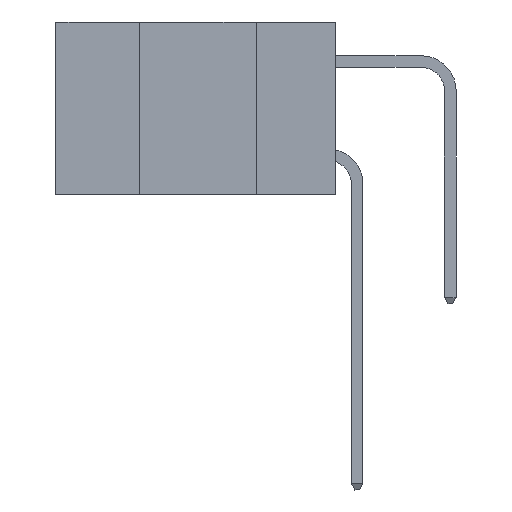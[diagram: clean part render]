
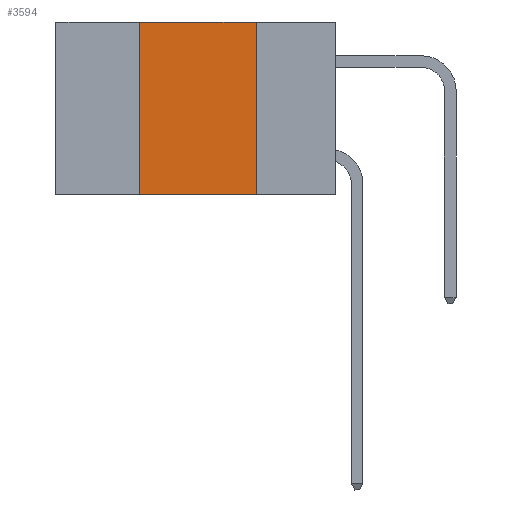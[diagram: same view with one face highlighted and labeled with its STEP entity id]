
A CAD part, left-side view. The second image highlights one B-rep face of the part: STEP entity #3594.
In plain terms, the highlighted planar face has unit normal (-1, 0, 0).
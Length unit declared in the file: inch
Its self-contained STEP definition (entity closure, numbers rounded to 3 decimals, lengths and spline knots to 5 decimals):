
#422 = DIRECTION ( 'NONE',  ( 0., 0., 1. ) ) ;
#508 = AXIS2_PLACEMENT_3D ( 'NONE', #16138, #3413, #18216 ) ;
#1226 = PLANE ( 'NONE',  #508 ) ;
#1789 = LINE ( 'NONE', #27161, #13185 ) ;
#2151 = EDGE_CURVE ( 'NONE', #4195, #9408, #4003, .T. ) ;
#2179 = DIRECTION ( 'NONE',  ( 0., 0., -1. ) ) ;
#2551 = CARTESIAN_POINT ( 'NONE',  ( 0., 0.42, 0. ) ) ;
#3205 = CARTESIAN_POINT ( 'NONE',  ( 0., 0.42, -0.37 ) ) ;
#3413 = DIRECTION ( 'NONE',  ( 1., 0., 0. ) ) ;
#3594 = ADVANCED_FACE ( 'NONE', ( #13598 ), #1226, .F. ) ;
#3883 = EDGE_CURVE ( 'NONE', #17377, #9408, #13253, .T. ) ;
#4003 = LINE ( 'NONE', #18813, #9063 ) ;
#4024 = DIRECTION ( 'NONE',  ( 0., -1., 0. ) ) ;
#4195 = VERTEX_POINT ( 'NONE', #3205 ) ;
#4807 = CARTESIAN_POINT ( 'NONE',  ( 0., 0.42, 0. ) ) ;
#5802 = CARTESIAN_POINT ( 'NONE',  ( 0., 0.17, -0.37 ) ) ;
#8737 = LINE ( 'NONE', #4807, #18578 ) ;
#9063 = VECTOR ( 'NONE', #4024, 39.37008 ) ;
#9408 = VERTEX_POINT ( 'NONE', #5802 ) ;
#10240 = EDGE_CURVE ( 'NONE', #12332, #17377, #1789, .T. ) ;
#12300 = ORIENTED_EDGE ( 'NONE', *, *, #3883, .F. ) ;
#12332 = VERTEX_POINT ( 'NONE', #2551 ) ;
#12376 = ORIENTED_EDGE ( 'NONE', *, *, #17008, .F. ) ;
#12563 = DIRECTION ( 'NONE',  ( 0., -1., 0. ) ) ;
#13167 = CARTESIAN_POINT ( 'NONE',  ( 0., 0.17, 0. ) ) ;
#13185 = VECTOR ( 'NONE', #12563, 39.37008 ) ;
#13253 = LINE ( 'NONE', #22421, #17453 ) ;
#13598 = FACE_OUTER_BOUND ( 'NONE', #22303, .T. ) ;
#13643 = ORIENTED_EDGE ( 'NONE', *, *, #2151, .T. ) ;
#16138 = CARTESIAN_POINT ( 'NONE',  ( 0., 0.6, 0. ) ) ;
#17008 = EDGE_CURVE ( 'NONE', #4195, #12332, #8737, .T. ) ;
#17377 = VERTEX_POINT ( 'NONE', #13167 ) ;
#17453 = VECTOR ( 'NONE', #2179, 39.37008 ) ;
#18216 = DIRECTION ( 'NONE',  ( 0., 0., -1. ) ) ;
#18578 = VECTOR ( 'NONE', #422, 39.37008 ) ;
#18813 = CARTESIAN_POINT ( 'NONE',  ( 0., 0.6, -0.37 ) ) ;
#22303 = EDGE_LOOP ( 'NONE', ( #12300, #25900, #12376, #13643 ) ) ;
#22421 = CARTESIAN_POINT ( 'NONE',  ( 0., 0.17, 0. ) ) ;
#25900 = ORIENTED_EDGE ( 'NONE', *, *, #10240, .F. ) ;
#27161 = CARTESIAN_POINT ( 'NONE',  ( 0., 0.6, 0. ) ) ;
